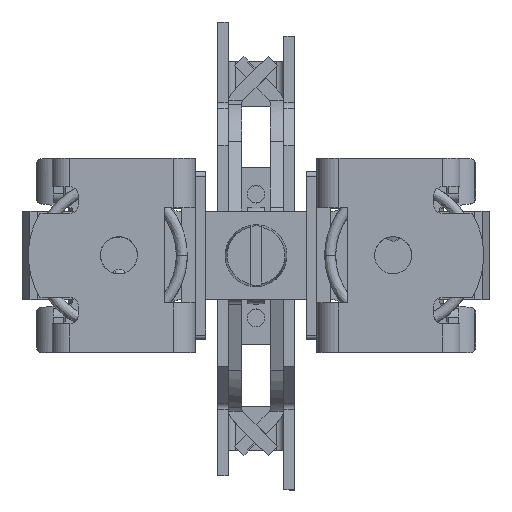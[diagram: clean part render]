
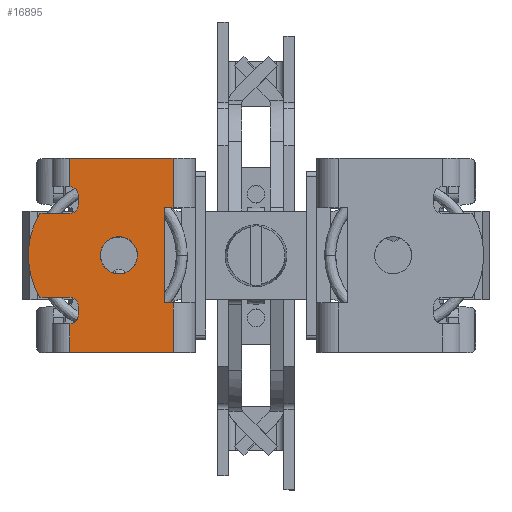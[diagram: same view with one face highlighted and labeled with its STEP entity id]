
A CAD part, top view. The second image highlights one B-rep face of the part: STEP entity #16895.
In plain terms, the highlighted planar face has unit normal (0, 0, 1).
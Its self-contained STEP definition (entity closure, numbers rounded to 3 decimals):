
#15091=AXIS2_PLACEMENT_3D('Circle Axis2P3D',#15089,#15090,$) ;
#15146=AXIS2_PLACEMENT_3D('Circle Axis2P3D',#15144,#15145,$) ;
#15201=AXIS2_PLACEMENT_3D('Circle Axis2P3D',#15199,#15200,$) ;
#15445=AXIS2_PLACEMENT_3D('Circle Axis2P3D',#15443,#15444,$) ;
#15500=AXIS2_PLACEMENT_3D('Circle Axis2P3D',#15498,#15499,$) ;
#15534=AXIS2_PLACEMENT_3D('Circle Axis2P3D',#15532,#15533,$) ;
#15565=AXIS2_PLACEMENT_3D('Circle Axis2P3D',#15563,#15564,$) ;
#16868=AXIS2_PLACEMENT_3D('Plane Axis2P3D',#16865,#16866,#16867) ;
#12622=CARTESIAN_POINT('Vertex',(10.97,24.4,58.55)) ;
#14467=CARTESIAN_POINT('Vertex',(17.1,37.5,58.55)) ;
#14492=CARTESIAN_POINT('Vertex',(17.1,15.5,58.55)) ;
#14806=CARTESIAN_POINT('Vertex',(17.1,31.9,58.55)) ;
#14831=CARTESIAN_POINT('Vertex',(17.1,21.1,58.55)) ;
#14852=CARTESIAN_POINT('Line Origine',(17.1,26.5,58.55)) ;
#14864=CARTESIAN_POINT('Line Origine',(17.1,26.5,58.55)) ;
#14897=CARTESIAN_POINT('Vertex',(5.4,37.5,58.55)) ;
#14900=CARTESIAN_POINT('Line Origine',(11.25,37.5,58.55)) ;
#14917=CARTESIAN_POINT('Line Origine',(11.25,15.5,58.55)) ;
#14921=CARTESIAN_POINT('Vertex',(5.4,15.5,58.55)) ;
#15086=CARTESIAN_POINT('Vertex',(2.033,21.75,58.55)) ;
#15089=CARTESIAN_POINT('Axis2P3D Location',(9.9,26.5,58.55)) ;
#15093=CARTESIAN_POINT('Vertex',(2.033,31.25,58.55)) ;
#15117=CARTESIAN_POINT('Vertex',(5.4,21.75,58.55)) ;
#15120=CARTESIAN_POINT('Line Origine',(3.716,21.75,58.55)) ;
#15141=CARTESIAN_POINT('Vertex',(6.4,20.75,58.55)) ;
#15144=CARTESIAN_POINT('Axis2P3D Location',(5.4,20.75,58.55)) ;
#15165=CARTESIAN_POINT('Vertex',(6.4,19.75,58.55)) ;
#15168=CARTESIAN_POINT('Line Origine',(6.4,20.25,58.55)) ;
#15196=CARTESIAN_POINT('Vertex',(5.4,18.75,58.55)) ;
#15199=CARTESIAN_POINT('Axis2P3D Location',(5.4,19.75,58.55)) ;
#15286=CARTESIAN_POINT('Vertex',(16.1,21.1,58.55)) ;
#15289=CARTESIAN_POINT('Line Origine',(16.6,21.1,58.55)) ;
#15322=CARTESIAN_POINT('Vertex',(16.1,31.9,58.55)) ;
#15325=CARTESIAN_POINT('Line Origine',(16.1,26.5,58.55)) ;
#15357=CARTESIAN_POINT('Line Origine',(16.6,31.9,58.55)) ;
#15440=CARTESIAN_POINT('Vertex',(6.4,33.25,58.55)) ;
#15443=CARTESIAN_POINT('Axis2P3D Location',(5.4,33.25,58.55)) ;
#15447=CARTESIAN_POINT('Vertex',(5.4,34.25,58.55)) ;
#15471=CARTESIAN_POINT('Vertex',(6.4,32.25,58.55)) ;
#15474=CARTESIAN_POINT('Line Origine',(6.4,32.75,58.55)) ;
#15495=CARTESIAN_POINT('Vertex',(5.4,31.25,58.55)) ;
#15498=CARTESIAN_POINT('Axis2P3D Location',(5.4,32.25,58.55)) ;
#15515=CARTESIAN_POINT('Line Origine',(3.716,31.25,58.55)) ;
#15532=CARTESIAN_POINT('Axis2P3D Location',(10.97,26.5,58.55)) ;
#15536=CARTESIAN_POINT('Vertex',(12.813,25.493,58.55)) ;
#15538=CARTESIAN_POINT('Vertex',(9.127,27.507,58.55)) ;
#15563=CARTESIAN_POINT('Axis2P3D Location',(10.97,26.5,58.55)) ;
#15569=CARTESIAN_POINT('Control Point',(10.97,24.4,58.55)) ;
#15570=CARTESIAN_POINT('Control Point',(10.1,24.4,58.55)) ;
#15571=CARTESIAN_POINT('Control Point',(9.227,24.847,58.55)) ;
#15572=CARTESIAN_POINT('Control Point',(8.684,25.762,58.55)) ;
#15573=CARTESIAN_POINT('Control Point',(8.71,26.744,58.55)) ;
#15574=CARTESIAN_POINT('Control Point',(9.127,27.507,58.55)) ;
#16089=CARTESIAN_POINT('Line Origine',(5.4,26.5,58.55)) ;
#16111=CARTESIAN_POINT('Line Origine',(5.4,26.5,58.55)) ;
#16865=CARTESIAN_POINT('Axis2P3D Location',(10.97,26.5,58.55)) ;
#14853=DIRECTION('Vector Direction',(0.,-1.,0.)) ;
#14865=DIRECTION('Vector Direction',(0.,-1.,0.)) ;
#14901=DIRECTION('Vector Direction',(-1.,0.,0.)) ;
#14918=DIRECTION('Vector Direction',(1.,0.,0.)) ;
#15090=DIRECTION('Axis2P3D Direction',(0.,0.,1.)) ;
#15121=DIRECTION('Vector Direction',(1.,0.,0.)) ;
#15145=DIRECTION('Axis2P3D Direction',(0.,0.,1.)) ;
#15169=DIRECTION('Vector Direction',(0.,-1.,0.)) ;
#15200=DIRECTION('Axis2P3D Direction',(0.,0.,1.)) ;
#15290=DIRECTION('Vector Direction',(-1.,0.,0.)) ;
#15326=DIRECTION('Vector Direction',(0.,-1.,0.)) ;
#15358=DIRECTION('Vector Direction',(1.,0.,0.)) ;
#15444=DIRECTION('Axis2P3D Direction',(0.,0.,1.)) ;
#15475=DIRECTION('Vector Direction',(0.,-1.,0.)) ;
#15499=DIRECTION('Axis2P3D Direction',(0.,0.,1.)) ;
#15516=DIRECTION('Vector Direction',(-1.,0.,0.)) ;
#15533=DIRECTION('Axis2P3D Direction',(0.,0.,-1.)) ;
#15564=DIRECTION('Axis2P3D Direction',(0.,0.,-1.)) ;
#16090=DIRECTION('Vector Direction',(0.,1.,0.)) ;
#16112=DIRECTION('Vector Direction',(0.,1.,0.)) ;
#16866=DIRECTION('Axis2P3D Direction',(0.,0.,1.)) ;
#16867=DIRECTION('Axis2P3D XDirection',(-1.,0.,0.)) ;
#14854=VECTOR('Line Direction',#14853,1.) ;
#14866=VECTOR('Line Direction',#14865,1.) ;
#14902=VECTOR('Line Direction',#14901,1.) ;
#14919=VECTOR('Line Direction',#14918,1.) ;
#15122=VECTOR('Line Direction',#15121,1.) ;
#15170=VECTOR('Line Direction',#15169,1.) ;
#15291=VECTOR('Line Direction',#15290,1.) ;
#15327=VECTOR('Line Direction',#15326,1.) ;
#15359=VECTOR('Line Direction',#15358,1.) ;
#15476=VECTOR('Line Direction',#15475,1.) ;
#15517=VECTOR('Line Direction',#15516,1.) ;
#16091=VECTOR('Line Direction',#16090,1.) ;
#16113=VECTOR('Line Direction',#16112,1.) ;
#16871=ORIENTED_EDGE('',*,*,#14856,.F.) ;
#16872=ORIENTED_EDGE('',*,*,#14904,.T.) ;
#16873=ORIENTED_EDGE('',*,*,#16093,.F.) ;
#16874=ORIENTED_EDGE('',*,*,#15449,.F.) ;
#16875=ORIENTED_EDGE('',*,*,#15478,.T.) ;
#16876=ORIENTED_EDGE('',*,*,#15502,.F.) ;
#16877=ORIENTED_EDGE('',*,*,#15519,.T.) ;
#16878=ORIENTED_EDGE('',*,*,#15095,.T.) ;
#16879=ORIENTED_EDGE('',*,*,#15124,.T.) ;
#16880=ORIENTED_EDGE('',*,*,#15148,.F.) ;
#16881=ORIENTED_EDGE('',*,*,#15172,.T.) ;
#16882=ORIENTED_EDGE('',*,*,#15203,.T.) ;
#16883=ORIENTED_EDGE('',*,*,#16115,.F.) ;
#16884=ORIENTED_EDGE('',*,*,#14923,.T.) ;
#16885=ORIENTED_EDGE('',*,*,#14868,.F.) ;
#16886=ORIENTED_EDGE('',*,*,#15293,.T.) ;
#16887=ORIENTED_EDGE('',*,*,#15329,.F.) ;
#16888=ORIENTED_EDGE('',*,*,#15361,.T.) ;
#16891=ORIENTED_EDGE('',*,*,#15567,.F.) ;
#16892=ORIENTED_EDGE('',*,*,#15575,.F.) ;
#16893=ORIENTED_EDGE('',*,*,#15540,.F.) ;
#16894=FACE_BOUND('',#16890,.T.) ;
#16895=ADVANCED_FACE('Brep With Voids',(#16889,#16894),#16869,.T.) ;
#15568=B_SPLINE_CURVE_WITH_KNOTS('',5,(#15569,#15570,#15571,#15572,#15573,#15574),.UNSPECIFIED.,.F.,.U.,(6,6),(-2.174,2.174),.UNSPECIFIED.) ;
#15092=CIRCLE('generated circle',#15091,9.19) ;
#15147=CIRCLE('generated circle',#15146,1.) ;
#15202=CIRCLE('generated circle',#15201,1.) ;
#15446=CIRCLE('generated circle',#15445,1.) ;
#15501=CIRCLE('generated circle',#15500,1.) ;
#15535=CIRCLE('generated circle',#15534,2.1) ;
#15566=CIRCLE('generated circle',#15565,2.1) ;
#14856=EDGE_CURVE('',#14468,#14807,#14855,.T.) ;
#14868=EDGE_CURVE('',#14832,#14493,#14867,.T.) ;
#14904=EDGE_CURVE('',#14468,#14898,#14903,.T.) ;
#14923=EDGE_CURVE('',#14922,#14493,#14920,.T.) ;
#15095=EDGE_CURVE('',#15094,#15087,#15092,.T.) ;
#15124=EDGE_CURVE('',#15087,#15118,#15123,.T.) ;
#15148=EDGE_CURVE('',#15142,#15118,#15147,.T.) ;
#15172=EDGE_CURVE('',#15142,#15166,#15171,.T.) ;
#15203=EDGE_CURVE('',#15166,#15197,#15202,.F.) ;
#15293=EDGE_CURVE('',#14832,#15287,#15292,.T.) ;
#15329=EDGE_CURVE('',#15323,#15287,#15328,.T.) ;
#15361=EDGE_CURVE('',#15323,#14807,#15360,.T.) ;
#15449=EDGE_CURVE('',#15441,#15448,#15446,.T.) ;
#15478=EDGE_CURVE('',#15441,#15472,#15477,.T.) ;
#15502=EDGE_CURVE('',#15496,#15472,#15501,.T.) ;
#15519=EDGE_CURVE('',#15496,#15094,#15518,.T.) ;
#15540=EDGE_CURVE('',#15537,#15539,#15535,.F.) ;
#15567=EDGE_CURVE('',#12623,#15537,#15566,.F.) ;
#15575=EDGE_CURVE('',#15539,#12623,#15568,.F.) ;
#16093=EDGE_CURVE('',#15448,#14898,#16092,.T.) ;
#16115=EDGE_CURVE('',#14922,#15197,#16114,.T.) ;
#16870=EDGE_LOOP('',(#16871,#16872,#16873,#16874,#16875,#16876,#16877,#16878,#16879,#16880,#16881,#16882,#16883,#16884,#16885,#16886,#16887,#16888)) ;
#16890=EDGE_LOOP('',(#16891,#16892,#16893)) ;
#16889=FACE_OUTER_BOUND('',#16870,.T.) ;
#14855=LINE('Line',#14852,#14854) ;
#14867=LINE('Line',#14864,#14866) ;
#14903=LINE('Line',#14900,#14902) ;
#14920=LINE('Line',#14917,#14919) ;
#15123=LINE('Line',#15120,#15122) ;
#15171=LINE('Line',#15168,#15170) ;
#15292=LINE('Line',#15289,#15291) ;
#15328=LINE('Line',#15325,#15327) ;
#15360=LINE('Line',#15357,#15359) ;
#15477=LINE('Line',#15474,#15476) ;
#15518=LINE('Line',#15515,#15517) ;
#16092=LINE('Line',#16089,#16091) ;
#16114=LINE('Line',#16111,#16113) ;
#16869=PLANE('',#16868) ;
#12623=VERTEX_POINT('',#12622) ;
#14468=VERTEX_POINT('',#14467) ;
#14493=VERTEX_POINT('',#14492) ;
#14807=VERTEX_POINT('',#14806) ;
#14832=VERTEX_POINT('',#14831) ;
#14898=VERTEX_POINT('',#14897) ;
#14922=VERTEX_POINT('',#14921) ;
#15087=VERTEX_POINT('',#15086) ;
#15094=VERTEX_POINT('',#15093) ;
#15118=VERTEX_POINT('',#15117) ;
#15142=VERTEX_POINT('',#15141) ;
#15166=VERTEX_POINT('',#15165) ;
#15197=VERTEX_POINT('',#15196) ;
#15287=VERTEX_POINT('',#15286) ;
#15323=VERTEX_POINT('',#15322) ;
#15441=VERTEX_POINT('',#15440) ;
#15448=VERTEX_POINT('',#15447) ;
#15472=VERTEX_POINT('',#15471) ;
#15496=VERTEX_POINT('',#15495) ;
#15537=VERTEX_POINT('',#15536) ;
#15539=VERTEX_POINT('',#15538) ;
